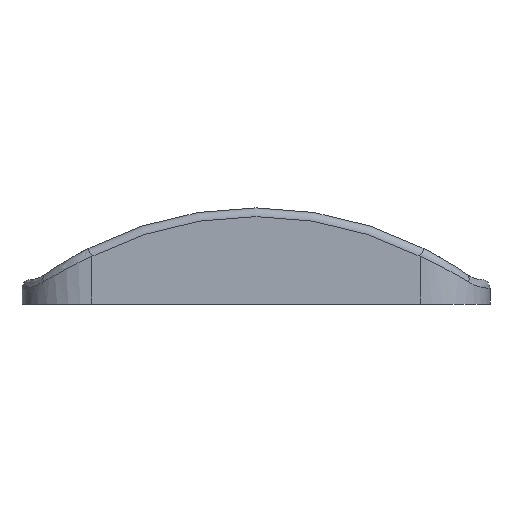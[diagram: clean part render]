
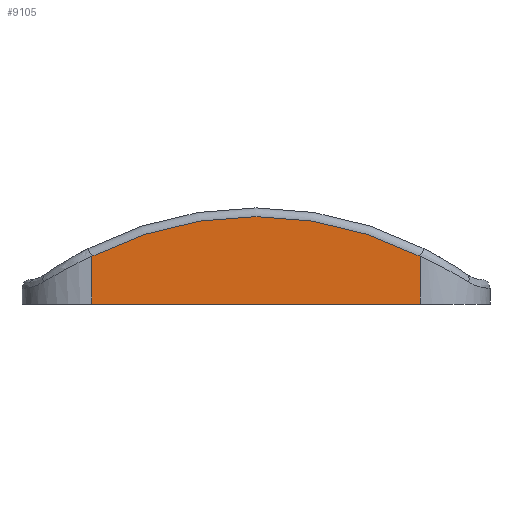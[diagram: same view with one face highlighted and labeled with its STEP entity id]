
A CAD part, left-side view. The second image highlights one B-rep face of the part: STEP entity #9105.
In plain terms, the highlighted planar face has unit normal (-1, 0, 0).
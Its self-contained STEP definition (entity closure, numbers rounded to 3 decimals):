
#9105 = ADVANCED_FACE ( 'NONE', ( #11450 ), #11449, .F. ) ;
#9106 = EDGE_LOOP ( 'NONE', ( #9107, #9280, #9283, #9285 ) ) ;
#9107 = ORIENTED_EDGE ( 'NONE', *, *, #9278, .T. ) ;
#9204 = VERTEX_POINT ( 'NONE', #11496 ) ;
#9205 = VERTEX_POINT ( 'NONE', #11495 ) ;
#9229 = EDGE_CURVE ( 'NONE', #9205, #9204, #11642, .T. ) ;
#9278 = EDGE_CURVE ( 'NONE', #9204, #9279, #11484, .T. ) ;
#9279 = VERTEX_POINT ( 'NONE', #11480 ) ;
#9280 = ORIENTED_EDGE ( 'NONE', *, *, #9281, .T. ) ;
#9281 = EDGE_CURVE ( 'NONE', #9279, #9282, #11479, .T. ) ;
#9282 = VERTEX_POINT ( 'NONE', #11474 ) ;
#9283 = ORIENTED_EDGE ( 'NONE', *, *, #9284, .T. ) ;
#9284 = EDGE_CURVE ( 'NONE', #9282, #9205, #11473, .T. ) ;
#9285 = ORIENTED_EDGE ( 'NONE', *, *, #9229, .T. ) ;
#10973 = DIRECTION ( 'NONE',  ( 0., 0., -1. ) ) ;
#10975 = DIRECTION ( 'NONE',  ( 1., 0., 0. ) ) ;
#10977 = CARTESIAN_POINT ( 'NONE',  ( -62., 26.75, 11. ) ) ;
#10978 = AXIS2_PLACEMENT_3D ( 'NONE', #10977, #10975, #10973 ) ;
#11449 = PLANE ( 'NONE',  #10978 ) ;
#11450 = FACE_OUTER_BOUND ( 'NONE', #9106, .T. ) ;
#11470 = DIRECTION ( 'NONE',  ( 0., 0., -1. ) ) ;
#11471 = VECTOR ( 'NONE', #11470, 1000. ) ;
#11472 = CARTESIAN_POINT ( 'NONE',  ( -62., 18.75, 11. ) ) ;
#11473 = LINE ( 'NONE', #11472, #11471 ) ;
#11474 = CARTESIAN_POINT ( 'NONE',  ( -62., 18.75, 5.461 ) ) ;
#11475 = DIRECTION ( 'NONE',  ( 0., 0., -1. ) ) ;
#11476 = DIRECTION ( 'NONE',  ( -1., 0., 0. ) ) ;
#11477 = CARTESIAN_POINT ( 'NONE',  ( -62., 0., -31. ) ) ;
#11478 = AXIS2_PLACEMENT_3D ( 'NONE', #11477, #11476, #11475 ) ;
#11479 = CIRCLE ( 'NONE', #11478, 41. ) ;
#11480 = CARTESIAN_POINT ( 'NONE',  ( -62., -18.75, 5.461 ) ) ;
#11481 = DIRECTION ( 'NONE',  ( 0., 0., 1. ) ) ;
#11482 = VECTOR ( 'NONE', #11481, 1000. ) ;
#11483 = CARTESIAN_POINT ( 'NONE',  ( -62., -18.75, 11. ) ) ;
#11484 = LINE ( 'NONE', #11483, #11482 ) ;
#11495 = CARTESIAN_POINT ( 'NONE',  ( -62., 18.75, 0. ) ) ;
#11496 = CARTESIAN_POINT ( 'NONE',  ( -62., -18.75, 0. ) ) ;
#11639 = DIRECTION ( 'NONE',  ( 0., -1., 0. ) ) ;
#11640 = VECTOR ( 'NONE', #11639, 1000. ) ;
#11641 = CARTESIAN_POINT ( 'NONE',  ( -62., 26.75, 0. ) ) ;
#11642 = LINE ( 'NONE', #11641, #11640 ) ;
